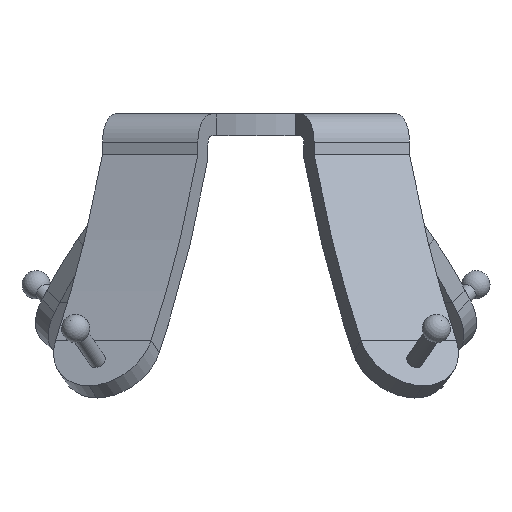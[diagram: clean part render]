
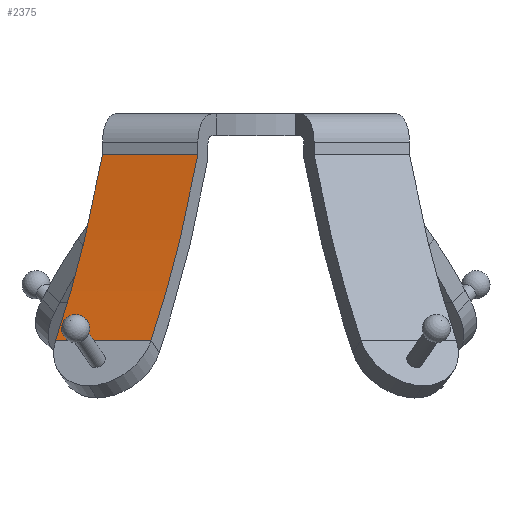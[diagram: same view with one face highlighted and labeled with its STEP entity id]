
A CAD part, front view. The second image highlights one B-rep face of the part: STEP entity #2375.
In plain terms, the highlighted free-form (B-spline) face has degree [3, 1] with [10, 2] control points.
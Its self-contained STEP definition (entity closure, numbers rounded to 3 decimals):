
#21=B_SPLINE_SURFACE_WITH_KNOTS('',3,1,((#4451,#4452),(#4453,#4454),(#4455,
#4456),(#4457,#4458),(#4459,#4460),(#4461,#4462),(#4463,#4464),(#4465,#4466),
(#4467,#4468),(#4469,#4470)),.UNSPECIFIED.,.F.,.F.,.F.,(4,2,2,2,4),(2,2),
(0.,0.5,0.75,1.,1.005),(0.,3.958),.UNSPECIFIED.);
#32=B_SPLINE_CURVE_WITH_KNOTS('',3,(#4151,#4152,#4153,#4154,#4155,#4156,
#4157,#4158),.UNSPECIFIED.,.F.,.F.,(4,2,2,4),(0.007,0.5,
0.75,1.),.UNSPECIFIED.);
#33=B_SPLINE_CURVE_WITH_KNOTS('',3,(#4163,#4164,#4165,#4166,#4167,#4168,
#4169,#4170),.UNSPECIFIED.,.F.,.F.,(4,2,2,4),(0.007,0.5,
0.75,1.),.UNSPECIFIED.);
#37=B_SPLINE_CURVE_WITH_KNOTS('',3,(#4359,#4360,#4361,#4362),
 .UNSPECIFIED.,.F.,.F.,(4,4),(-0.002,0.),
 .UNSPECIFIED.);
#38=B_SPLINE_CURVE_WITH_KNOTS('',3,(#4365,#4366,#4367,#4368),
 .UNSPECIFIED.,.F.,.F.,(4,4),(-0.002,0.),
 .UNSPECIFIED.);
#286=FACE_OUTER_BOUND('',#413,.T.);
#413=EDGE_LOOP('',(#2033,#2034,#2035,#2036,#2037,#2038));
#656=LINE('',#4450,#884);
#657=LINE('',#4471,#885);
#884=VECTOR('',#3231,1000.);
#885=VECTOR('',#3232,1000.);
#1101=VERTEX_POINT('',#4086);
#1107=VERTEX_POINT('',#4149);
#1108=VERTEX_POINT('',#4160);
#1109=VERTEX_POINT('',#4162);
#1118=VERTEX_POINT('',#4357);
#1119=VERTEX_POINT('',#4364);
#1411=EDGE_CURVE('',#1101,#1107,#32,.T.);
#1413=EDGE_CURVE('',#1108,#1109,#33,.T.);
#1427=EDGE_CURVE('',#1107,#1118,#37,.T.);
#1428=EDGE_CURVE('',#1119,#1109,#38,.T.);
#1467=EDGE_CURVE('',#1108,#1101,#656,.T.);
#1468=EDGE_CURVE('',#1118,#1119,#657,.T.);
#2033=ORIENTED_EDGE('',*,*,#1468,.T.);
#2034=ORIENTED_EDGE('',*,*,#1428,.T.);
#2035=ORIENTED_EDGE('',*,*,#1413,.F.);
#2036=ORIENTED_EDGE('',*,*,#1467,.T.);
#2037=ORIENTED_EDGE('',*,*,#1411,.T.);
#2038=ORIENTED_EDGE('',*,*,#1427,.T.);
#2375=ADVANCED_FACE('',(#286),#21,.F.);
#3231=DIRECTION('',(-0.885,0.466,0.));
#3232=DIRECTION('',(0.885,-0.466,0.));
#4086=CARTESIAN_POINT('',(-27.164,-20.401,-4.219));
#4149=CARTESIAN_POINT('',(-35.474,-36.169,-37.102));
#4151=CARTESIAN_POINT('Ctrl Pts',(-27.164,-20.401,-4.219));
#4152=CARTESIAN_POINT('Ctrl Pts',(-28.221,-22.407,-10.038));
#4153=CARTESIAN_POINT('Ctrl Pts',(-29.435,-24.711,-15.668));
#4154=CARTESIAN_POINT('Ctrl Pts',(-31.504,-28.637,-23.873));
#4155=CARTESIAN_POINT('Ctrl Pts',(-32.242,-30.036,-26.586));
#4156=CARTESIAN_POINT('Ctrl Pts',(-33.797,-32.987,-31.917));
#4157=CARTESIAN_POINT('Ctrl Pts',(-34.611,-34.531,-34.521));
#4158=CARTESIAN_POINT('Ctrl Pts',(-35.474,-36.169,-37.102));
#4160=CARTESIAN_POINT('',(-10.279,-29.301,-4.219));
#4162=CARTESIAN_POINT('',(-18.59,-45.069,-37.102));
#4163=CARTESIAN_POINT('Ctrl Pts',(-10.279,-29.301,-4.219));
#4164=CARTESIAN_POINT('Ctrl Pts',(-11.336,-31.306,-10.038));
#4165=CARTESIAN_POINT('Ctrl Pts',(-12.551,-33.61,-15.668));
#4166=CARTESIAN_POINT('Ctrl Pts',(-14.62,-37.536,-23.873));
#4167=CARTESIAN_POINT('Ctrl Pts',(-15.357,-38.935,-26.586));
#4168=CARTESIAN_POINT('Ctrl Pts',(-16.913,-41.886,-31.917));
#4169=CARTESIAN_POINT('Ctrl Pts',(-17.727,-43.431,-34.521));
#4170=CARTESIAN_POINT('Ctrl Pts',(-18.59,-45.069,-37.102));
#4357=CARTESIAN_POINT('',(-35.479,-36.179,-37.117));
#4359=CARTESIAN_POINT('Ctrl Pts',(-35.474,-36.169,-37.102));
#4360=CARTESIAN_POINT('Ctrl Pts',(-35.476,-36.173,-37.107));
#4361=CARTESIAN_POINT('Ctrl Pts',(-35.478,-36.176,-37.112));
#4362=CARTESIAN_POINT('Ctrl Pts',(-35.479,-36.179,-37.117));
#4364=CARTESIAN_POINT('',(-18.595,-45.078,-37.117));
#4365=CARTESIAN_POINT('Ctrl Pts',(-18.595,-45.078,-37.117));
#4366=CARTESIAN_POINT('Ctrl Pts',(-18.593,-45.075,-37.112));
#4367=CARTESIAN_POINT('Ctrl Pts',(-18.592,-45.072,-37.107));
#4368=CARTESIAN_POINT('Ctrl Pts',(-18.59,-45.069,-37.102));
#4450=CARTESIAN_POINT('',(-18.722,-24.851,-4.219));
#4451=CARTESIAN_POINT('Ctrl Pts',(-10.232,-29.211,-3.958));
#4452=CARTESIAN_POINT('Ctrl Pts',(-45.244,-10.758,-3.958));
#4453=CARTESIAN_POINT('Ctrl Pts',(-11.3,-31.237,-9.87));
#4454=CARTESIAN_POINT('Ctrl Pts',(-46.312,-12.784,-9.87));
#4455=CARTESIAN_POINT('Ctrl Pts',(-12.53,-33.571,-15.587));
#4456=CARTESIAN_POINT('Ctrl Pts',(-47.542,-15.118,-15.587));
#4457=CARTESIAN_POINT('Ctrl Pts',(-14.62,-37.536,-23.873));
#4458=CARTESIAN_POINT('Ctrl Pts',(-49.632,-19.083,-23.873));
#4459=CARTESIAN_POINT('Ctrl Pts',(-15.357,-38.935,-26.586));
#4460=CARTESIAN_POINT('Ctrl Pts',(-50.369,-20.482,-26.586));
#4461=CARTESIAN_POINT('Ctrl Pts',(-16.913,-41.887,-31.918));
#4462=CARTESIAN_POINT('Ctrl Pts',(-51.925,-23.433,-31.918));
#4463=CARTESIAN_POINT('Ctrl Pts',(-17.727,-43.432,-34.523));
#4464=CARTESIAN_POINT('Ctrl Pts',(-52.739,-24.979,-34.523));
#4465=CARTESIAN_POINT('Ctrl Pts',(-18.609,-45.105,-37.159));
#4466=CARTESIAN_POINT('Ctrl Pts',(-53.621,-26.652,-37.159));
#4467=CARTESIAN_POINT('Ctrl Pts',(-18.627,-45.139,-37.214));
#4468=CARTESIAN_POINT('Ctrl Pts',(-53.639,-26.686,-37.214));
#4469=CARTESIAN_POINT('Ctrl Pts',(-18.645,-45.174,-37.268));
#4470=CARTESIAN_POINT('Ctrl Pts',(-53.657,-26.721,-37.268));
#4471=CARTESIAN_POINT('',(-27.037,-40.629,-37.117));
